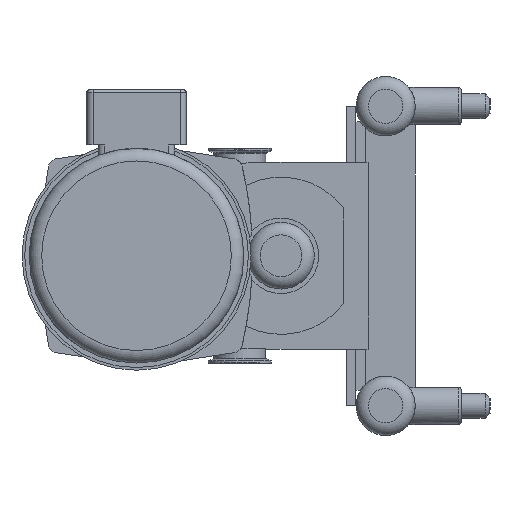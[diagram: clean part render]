
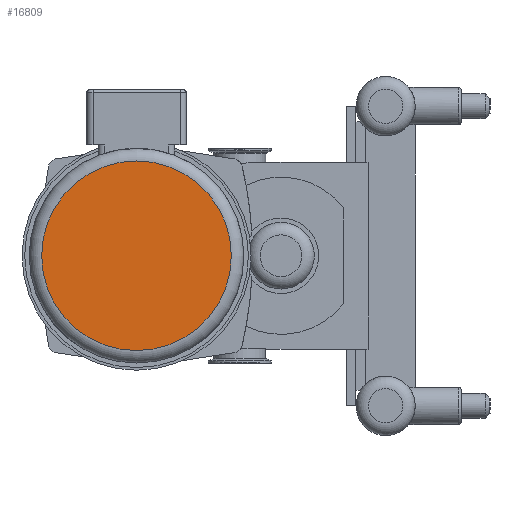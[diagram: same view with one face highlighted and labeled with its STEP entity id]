
A CAD part, left-side view. The second image highlights one B-rep face of the part: STEP entity #16809.
In plain terms, the highlighted planar face has unit normal (-1, 0, 0).
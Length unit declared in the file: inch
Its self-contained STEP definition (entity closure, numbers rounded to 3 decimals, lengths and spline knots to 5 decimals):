
#844=PLANE('',#17860);
#4325=FACE_OUTER_BOUND('',#5332,.T.);
#5332=EDGE_LOOP('',(#12102,#12103));
#6330=CIRCLE('',#17853,3.798);
#6331=CIRCLE('',#17854,3.798);
#7394=VERTEX_POINT('',#25886);
#7395=VERTEX_POINT('',#25888);
#9177=EDGE_CURVE('',#7394,#7395,#6330,.T.);
#9178=EDGE_CURVE('',#7395,#7394,#6331,.T.);
#12102=ORIENTED_EDGE('',*,*,#9178,.F.);
#12103=ORIENTED_EDGE('',*,*,#9177,.F.);
#16809=ADVANCED_FACE('',(#4325),#844,.T.);
#17853=AXIS2_PLACEMENT_3D('',#25889,#20094,#20095);
#17854=AXIS2_PLACEMENT_3D('',#25890,#20096,#20097);
#17860=AXIS2_PLACEMENT_3D('',#25922,#20109,#20110);
#20094=DIRECTION('center_axis',(1.,0.,0.));
#20095=DIRECTION('ref_axis',(0.,0.,
1.));
#20096=DIRECTION('center_axis',(1.,0.,0.));
#20097=DIRECTION('ref_axis',(0.,0.,
1.));
#20109=DIRECTION('center_axis',(-1.,0.,0.));
#20110=DIRECTION('ref_axis',(0.,1.,0.));
#25886=CARTESIAN_POINT('',(-38.882,7.935,0.));
#25888=CARTESIAN_POINT('',(-38.882,4.137,-3.798));
#25889=CARTESIAN_POINT('Origin',(-38.882,4.137,0.));
#25890=CARTESIAN_POINT('Origin',(-38.882,4.137,0.));
#25922=CARTESIAN_POINT('Origin',(-38.882,4.137,-4.298));
